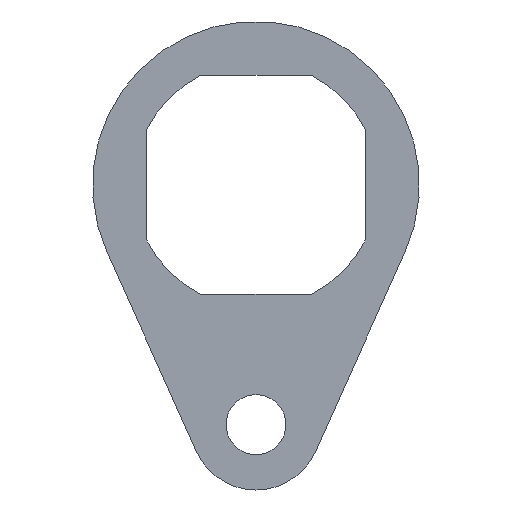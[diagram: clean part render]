
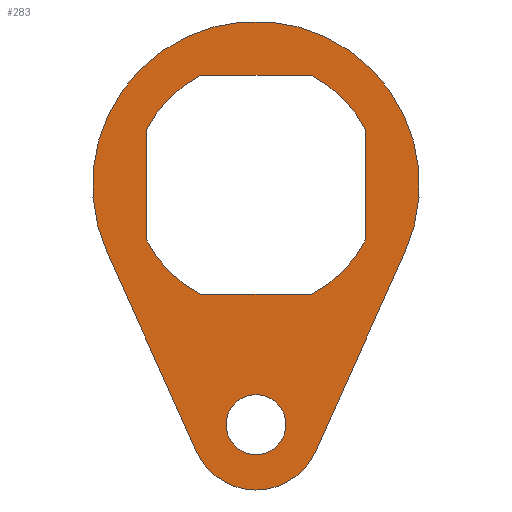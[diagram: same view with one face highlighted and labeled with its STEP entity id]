
A CAD part, front view. The second image highlights one B-rep face of the part: STEP entity #283.
In plain terms, the highlighted planar face has unit normal (0, -1, 0).
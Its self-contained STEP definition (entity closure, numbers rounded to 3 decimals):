
#20=FACE_BOUND('',#51,.T.);
#21=FACE_BOUND('',#52,.T.);
#26=PLANE('',#303);
#35=FACE_OUTER_BOUND('',#50,.T.);
#50=EDGE_LOOP('',(#207,#208,#209,#210));
#51=EDGE_LOOP('',(#211,#212,#213,#214,#215,#216,#217,#218));
#52=EDGE_LOOP('',(#219));
#68=LINE('',#430,#93);
#73=LINE('',#439,#98);
#74=LINE('',#446,#99);
#75=LINE('',#450,#100);
#76=LINE('',#454,#101);
#77=LINE('',#457,#102);
#93=VECTOR('',#342,1.);
#98=VECTOR('',#349,1.);
#99=VECTOR('',#356,1.);
#100=VECTOR('',#359,1.);
#101=VECTOR('',#362,1.);
#102=VECTOR('',#365,1.);
#116=CIRCLE('',#299,15.);
#118=CIRCLE('',#304,6.);
#119=CIRCLE('',#305,11.25);
#120=CIRCLE('',#306,11.25);
#121=CIRCLE('',#307,11.25);
#122=CIRCLE('',#308,11.25);
#123=CIRCLE('',#309,2.75);
#130=VERTEX_POINT('',#420);
#131=VERTEX_POINT('',#421);
#134=VERTEX_POINT('',#429);
#137=VERTEX_POINT('',#437);
#138=VERTEX_POINT('',#442);
#139=VERTEX_POINT('',#443);
#140=VERTEX_POINT('',#445);
#141=VERTEX_POINT('',#447);
#142=VERTEX_POINT('',#449);
#143=VERTEX_POINT('',#451);
#144=VERTEX_POINT('',#453);
#145=VERTEX_POINT('',#455);
#146=VERTEX_POINT('',#458);
#156=EDGE_CURVE('',#130,#131,#116,.T.);
#160=EDGE_CURVE('',#134,#130,#68,.T.);
#165=EDGE_CURVE('',#131,#137,#73,.T.);
#166=EDGE_CURVE('',#137,#134,#118,.T.);
#167=EDGE_CURVE('',#138,#139,#119,.T.);
#168=EDGE_CURVE('',#139,#140,#74,.T.);
#169=EDGE_CURVE('',#140,#141,#120,.T.);
#170=EDGE_CURVE('',#141,#142,#75,.T.);
#171=EDGE_CURVE('',#142,#143,#121,.T.);
#172=EDGE_CURVE('',#143,#144,#76,.T.);
#173=EDGE_CURVE('',#144,#145,#122,.T.);
#174=EDGE_CURVE('',#145,#138,#77,.T.);
#175=EDGE_CURVE('',#146,#146,#123,.T.);
#207=ORIENTED_EDGE('',*,*,#166,.T.);
#208=ORIENTED_EDGE('',*,*,#160,.T.);
#209=ORIENTED_EDGE('',*,*,#156,.T.);
#210=ORIENTED_EDGE('',*,*,#165,.T.);
#211=ORIENTED_EDGE('',*,*,#167,.T.);
#212=ORIENTED_EDGE('',*,*,#168,.T.);
#213=ORIENTED_EDGE('',*,*,#169,.T.);
#214=ORIENTED_EDGE('',*,*,#170,.T.);
#215=ORIENTED_EDGE('',*,*,#171,.T.);
#216=ORIENTED_EDGE('',*,*,#172,.T.);
#217=ORIENTED_EDGE('',*,*,#173,.T.);
#218=ORIENTED_EDGE('',*,*,#174,.T.);
#219=ORIENTED_EDGE('',*,*,#175,.F.);
#283=ADVANCED_FACE('',(#35,#20,#21),#26,.F.);
#299=AXIS2_PLACEMENT_3D('',#422,#334,#335);
#303=AXIS2_PLACEMENT_3D('',#440,#350,#351);
#304=AXIS2_PLACEMENT_3D('',#441,#352,#353);
#305=AXIS2_PLACEMENT_3D('',#444,#354,#355);
#306=AXIS2_PLACEMENT_3D('',#448,#357,#358);
#307=AXIS2_PLACEMENT_3D('',#452,#360,#361);
#308=AXIS2_PLACEMENT_3D('',#456,#363,#364);
#309=AXIS2_PLACEMENT_3D('',#459,#366,#367);
#334=DIRECTION('center_axis',(0.,-1.,0.));
#335=DIRECTION('ref_axis',(0.912,0.,-0.409));
#342=DIRECTION('',(0.409,0.,0.912));
#349=DIRECTION('',(0.409,0.,-0.912));
#350=DIRECTION('center_axis',(0.,1.,0.));
#351=DIRECTION('ref_axis',(0.,0.,-1.));
#352=DIRECTION('center_axis',(0.,-1.,0.));
#353=DIRECTION('ref_axis',(-0.912,0.,-0.409));
#354=DIRECTION('center_axis',(0.,1.,0.));
#355=DIRECTION('ref_axis',(0.,0.,-1.));
#356=DIRECTION('',(0.,0.,1.));
#357=DIRECTION('center_axis',(0.,1.,0.));
#358=DIRECTION('ref_axis',(0.,0.,-1.));
#359=DIRECTION('',(1.,0.,0.));
#360=DIRECTION('center_axis',(0.,1.,0.));
#361=DIRECTION('ref_axis',(0.,0.,-1.));
#362=DIRECTION('',(0.,0.,-1.));
#363=DIRECTION('center_axis',(0.,1.,0.));
#364=DIRECTION('ref_axis',(0.,0.,-1.));
#365=DIRECTION('',(-1.,0.,0.));
#366=DIRECTION('center_axis',(0.,-1.,0.));
#367=DIRECTION('ref_axis',(0.,0.,-1.));
#420=CARTESIAN_POINT('',(13.687,0.,-6.136));
#421=CARTESIAN_POINT('',(-13.687,0.,-6.136));
#422=CARTESIAN_POINT('Origin',(0.,0.,
0.));
#429=CARTESIAN_POINT('',(5.475,0.,-24.455));
#430=CARTESIAN_POINT('',(12.329,0.,-9.167));
#437=CARTESIAN_POINT('',(-5.475,0.,-24.455));
#439=CARTESIAN_POINT('',(-8.223,0.,-18.326));
#440=CARTESIAN_POINT('Origin',(0.,0.,
-7.279));
#441=CARTESIAN_POINT('Origin',(0.,0.,
-22.));
#442=CARTESIAN_POINT('',(-5.056,0.,-10.05));
#443=CARTESIAN_POINT('',(-10.05,0.,-5.056));
#444=CARTESIAN_POINT('Origin',(0.,0.,0.));
#445=CARTESIAN_POINT('',(-10.05,0.,5.056));
#446=CARTESIAN_POINT('',(-10.05,0.,-1.112));
#447=CARTESIAN_POINT('',(-5.056,0.,10.05));
#448=CARTESIAN_POINT('Origin',(0.,0.,0.));
#449=CARTESIAN_POINT('',(5.056,0.,10.05));
#450=CARTESIAN_POINT('',(2.528,0.,10.05));
#451=CARTESIAN_POINT('',(10.05,0.,5.056));
#452=CARTESIAN_POINT('Origin',(0.,0.,0.));
#453=CARTESIAN_POINT('',(10.05,0.,-5.056));
#454=CARTESIAN_POINT('',(10.05,0.,-6.167));
#455=CARTESIAN_POINT('',(5.056,0.,-10.05));
#456=CARTESIAN_POINT('Origin',(0.,0.,0.));
#457=CARTESIAN_POINT('',(-2.528,0.,-10.05));
#458=CARTESIAN_POINT('',(0.,0.,-19.25));
#459=CARTESIAN_POINT('Origin',(0.,0.,
-22.));
